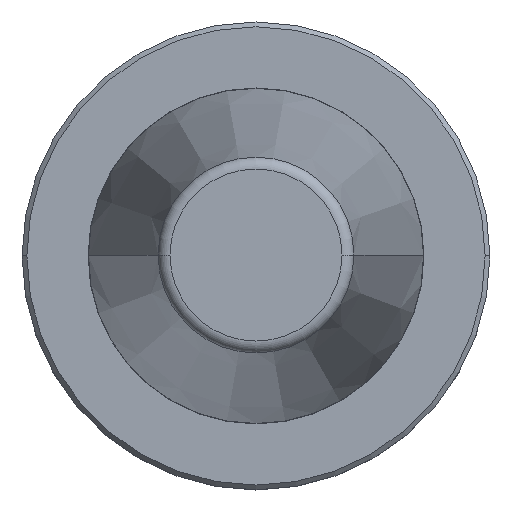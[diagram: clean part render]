
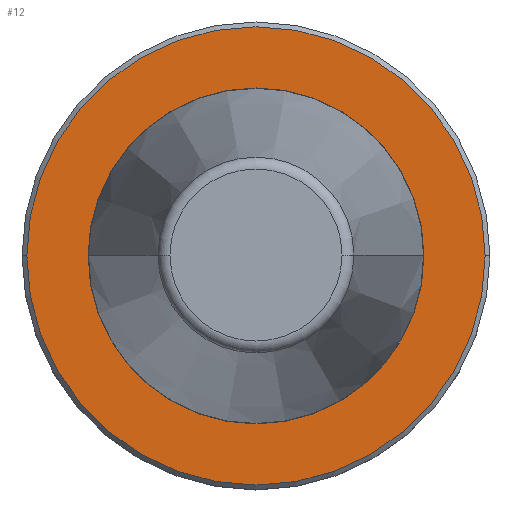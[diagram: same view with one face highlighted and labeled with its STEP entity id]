
A CAD part, top view. The second image highlights one B-rep face of the part: STEP entity #12.
In plain terms, the highlighted planar face has unit normal (0, 0, 1).
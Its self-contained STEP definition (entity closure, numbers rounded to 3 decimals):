
#12 = ADVANCED_FACE ( 'NONE', ( #634, #1073 ), #811, .F. ) ;
#15 = EDGE_CURVE ( 'NONE', #374, #589, #167, .T. ) ;
#51 = CARTESIAN_POINT ( 'NONE',  ( 0., 47.75, -3.2 ) ) ;
#62 = DIRECTION ( 'NONE',  ( 1., 0., 0. ) ) ;
#101 = DIRECTION ( 'NONE',  ( 0., 0., 1. ) ) ;
#139 = ORIENTED_EDGE ( 'NONE', *, *, #384, .F. ) ;
#142 = AXIS2_PLACEMENT_3D ( 'NONE', #717, #472, #62 ) ;
#167 = CIRCLE ( 'NONE', #757, 47.75 ) ;
#216 = DIRECTION ( 'NONE',  ( 1., 0., 0. ) ) ;
#219 = CARTESIAN_POINT ( 'NONE',  ( 0., 0., -3.2 ) ) ;
#250 = EDGE_CURVE ( 'NONE', #630, #1085, #853, .T. ) ;
#306 = DIRECTION ( 'NONE',  ( 1., 0., 0. ) ) ;
#330 = CARTESIAN_POINT ( 'NONE',  ( 35., 0., -3.2 ) ) ;
#374 = VERTEX_POINT ( 'NONE', #953 ) ;
#384 = EDGE_CURVE ( 'NONE', #1085, #630, #946, .T. ) ;
#396 = CARTESIAN_POINT ( 'NONE',  ( 0., 0., -3.2 ) ) ;
#403 = DIRECTION ( 'NONE',  ( -1., 0., 0. ) ) ;
#456 = AXIS2_PLACEMENT_3D ( 'NONE', #396, #1050, #216 ) ;
#468 = EDGE_LOOP ( 'NONE', ( #673, #139 ) ) ;
#472 = DIRECTION ( 'NONE',  ( 0., 0., 1. ) ) ;
#556 = CARTESIAN_POINT ( 'NONE',  ( -35., 0., -3.2 ) ) ;
#557 = EDGE_CURVE ( 'NONE', #589, #374, #602, .T. ) ;
#585 = CARTESIAN_POINT ( 'NONE',  ( 0., 0., -3.2 ) ) ;
#589 = VERTEX_POINT ( 'NONE', #861 ) ;
#590 = EDGE_LOOP ( 'NONE', ( #809, #807 ) ) ;
#602 = CIRCLE ( 'NONE', #930, 47.75 ) ;
#630 = VERTEX_POINT ( 'NONE', #330 ) ;
#634 = FACE_BOUND ( 'NONE', #468, .T. ) ;
#641 = DIRECTION ( 'NONE',  ( 0., 0., 1. ) ) ;
#659 = DIRECTION ( 'NONE',  ( 0., 0., -1. ) ) ;
#673 = ORIENTED_EDGE ( 'NONE', *, *, #250, .F. ) ;
#706 = DIRECTION ( 'NONE',  ( 1., 0., 0. ) ) ;
#717 = CARTESIAN_POINT ( 'NONE',  ( 0., 0., -3.2 ) ) ;
#757 = AXIS2_PLACEMENT_3D ( 'NONE', #219, #641, #306 ) ;
#807 = ORIENTED_EDGE ( 'NONE', *, *, #557, .T. ) ;
#808 = AXIS2_PLACEMENT_3D ( 'NONE', #51, #659, #403 ) ;
#809 = ORIENTED_EDGE ( 'NONE', *, *, #15, .T. ) ;
#811 = PLANE ( 'NONE',  #808 ) ;
#853 = CIRCLE ( 'NONE', #456, 35. ) ;
#861 = CARTESIAN_POINT ( 'NONE',  ( 47.75, 0., -3.2 ) ) ;
#930 = AXIS2_PLACEMENT_3D ( 'NONE', #585, #101, #706 ) ;
#946 = CIRCLE ( 'NONE', #142, 35. ) ;
#953 = CARTESIAN_POINT ( 'NONE',  ( -47.75, 0., -3.2 ) ) ;
#1050 = DIRECTION ( 'NONE',  ( 0., 0., 1. ) ) ;
#1073 = FACE_OUTER_BOUND ( 'NONE', #590, .T. ) ;
#1085 = VERTEX_POINT ( 'NONE', #556 ) ;
